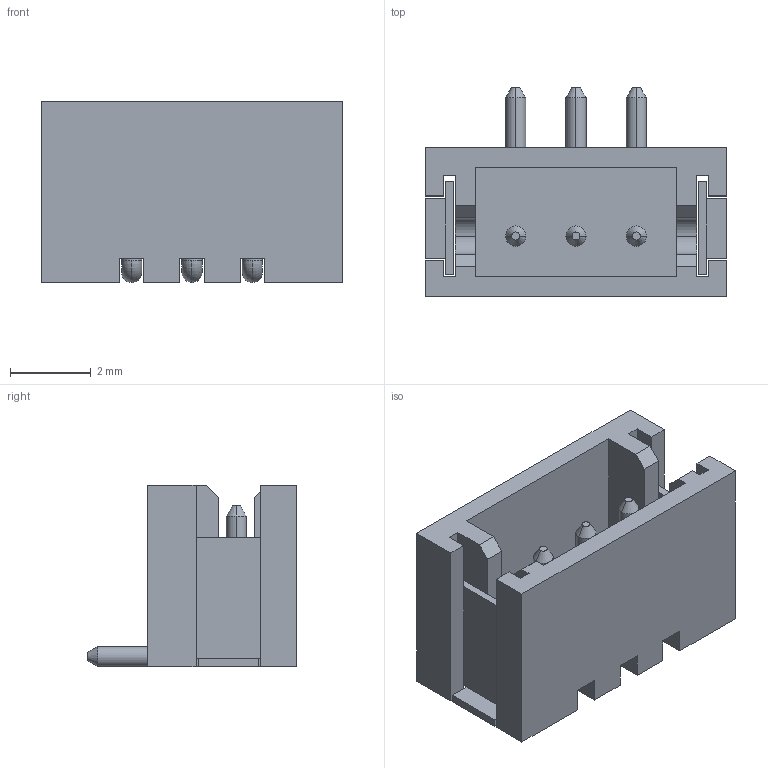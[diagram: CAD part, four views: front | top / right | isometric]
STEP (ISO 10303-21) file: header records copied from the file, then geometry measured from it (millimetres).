
FILE_DESCRIPTION (( 'STEP AP214' ), '1' );
FILE_NAME ('CONN-SMD_B3B-ZR-SM4-TF.step', '2022-08-01T06:02:19', ( '' ), ( '' ), 'SwSTEP 2.0', 'SolidWorks 2020', '' );
FILE_SCHEMA (( 'AUTOMOTIVE_DESIGN' ));
Length unit declared in the file: millimetre
Products named in the file (1): CONN-SMD_B3B-ZR-SM4-TF
Bounding box: 7.5 x 5.2 x 4.5 mm (x, y, z)
Volume: 72 mm3; surface area: 299.4 mm2
Topology: 16 solids, 16 shells, 349 faces, 911 edges, 600 vertices
Faces by surface type: plane 211, bspline 98, cylinder 22, cone 12, torus 6
Entity records: 15150 total; most frequent: CARTESIAN_POINT 3167, ORIENTED_EDGE 1822, DIRECTION 1283, EDGE_CURVE 911, VECTOR 643, LINE 643, VERTEX_POINT 600, EDGE_LOOP 367
